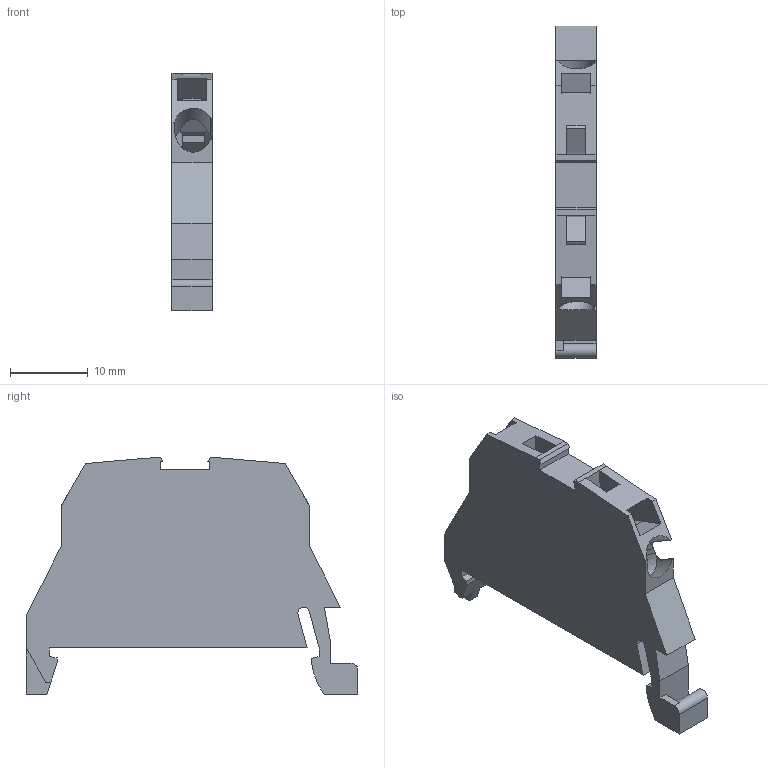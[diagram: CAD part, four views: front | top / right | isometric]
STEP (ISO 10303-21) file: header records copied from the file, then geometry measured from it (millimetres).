
FILE_DESCRIPTION(('Creo Elements/Direct Modeling STEP Export'),'2;1');
FILE_NAME('model.stp','2018-02-09T13:07:27',(''),(''),'Creo Elements/Direct Modeling STEP processor for AP214 (Solid Model)','Creo Elements/Direct Modeling 18.1I 14-Aug-2016 (C) Parametric Technology GmbH','');
FILE_SCHEMA(('AUTOMOTIVE_DESIGN { 1 0 10303 214 1 1 1 1 }'));
Length unit declared in the file: millimetre
Products named in the file (2): MSBV_2.5_NS_35_YE-select
Assembly tree (1 placements, depth 2):
  MSBV_2.5_NS_35_YE-select
    MSBV_2.5_NS_35_YE-select
Bounding box: 5.15 x 42.7 x 30.5 mm (x, y, z)
Volume: 3665.9 mm3; surface area: 3198.3 mm2
Topology: 1 solids, 1 shells, 125 faces, 359 edges, 234 vertices
Faces by surface type: plane 104, cylinder 15, cone 6
Entity records: 6197 total; most frequent: CARTESIAN_POINT 1868, ORIENTED_EDGE 718, DIRECTION 620, EDGE_CURVE 359, VECTOR 304, LINE 304, VERTEX_POINT 234, AXIS2_PLACEMENT_3D 158
